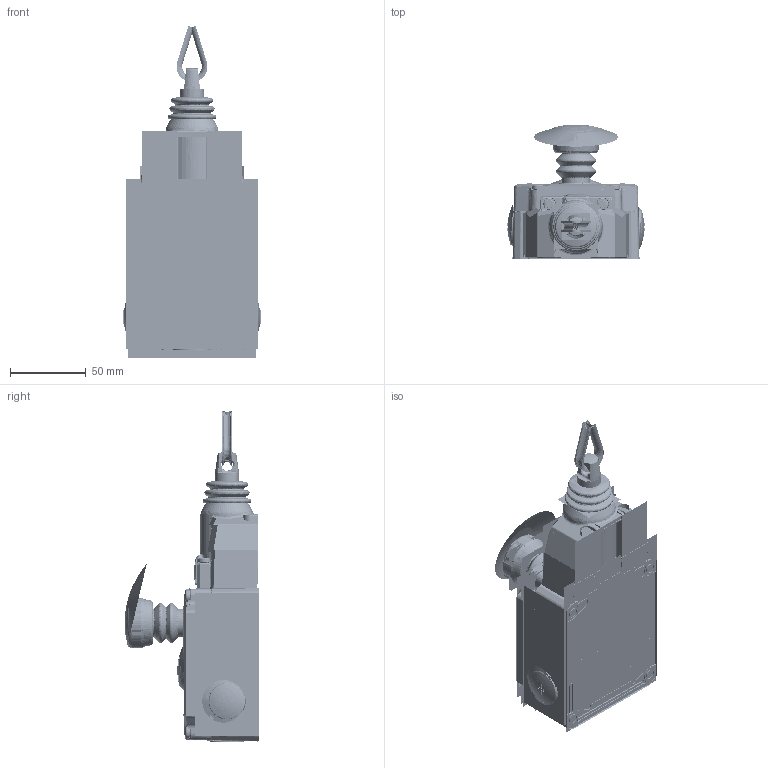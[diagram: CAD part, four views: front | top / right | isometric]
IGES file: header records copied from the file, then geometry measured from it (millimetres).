
Start section:  PTC IGES file: 192583.igs
Global section: file name: 192583.igs; native system: Creo Parametric by Parametric Technology Corporation; preprocessor: 2013230; author: pdmadmin; organization: Unknown; date: 20160120.175701; units: millimetre
Bounding box: 90.67 x 88.81 x 219.02 mm (x, y, z)
Volume: 2518.5 mm3; surface area: 1317344.5 mm2
Topology: 4 solids, 5 shells, 10234 faces, 69045 edges, 98628 vertices
Faces by surface type: revolution 5828, bspline 4406
